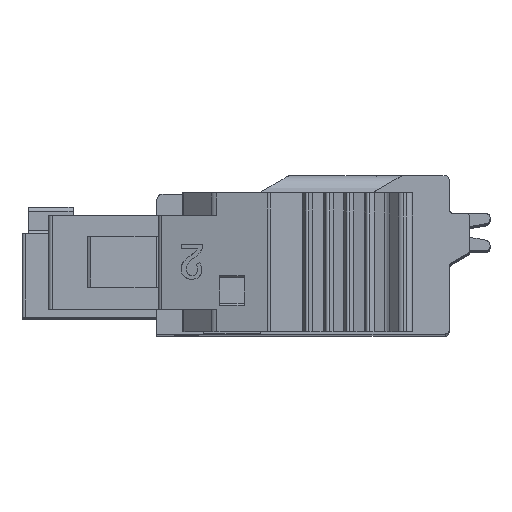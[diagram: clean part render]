
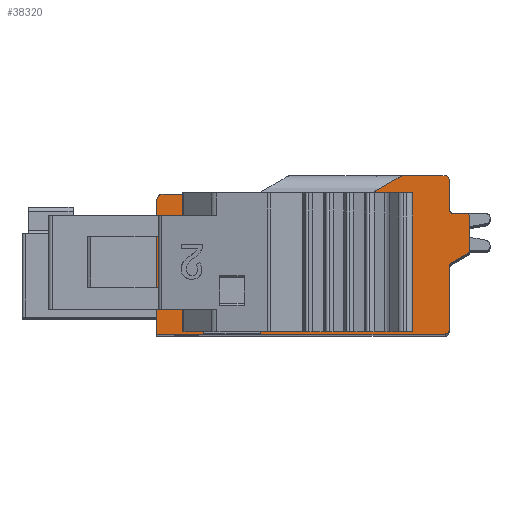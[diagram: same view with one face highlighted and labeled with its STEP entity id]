
A CAD part, top view. The second image highlights one B-rep face of the part: STEP entity #38320.
In plain terms, the highlighted planar face has unit normal (0, 0, 1).
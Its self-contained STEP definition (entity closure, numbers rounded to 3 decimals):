
#4158=DIRECTION('',(0.,-1.,0.));
#4159=VECTOR('',#4158,6.75);
#4160=CARTESIAN_POINT('',(26.932,23.438,72.275));
#4161=LINE('',#4160,#4159);
#4162=DIRECTION('',(1.,0.,0.));
#4163=VECTOR('',#4162,2.497);
#4164=CARTESIAN_POINT('',(27.901,23.438,72.275));
#4165=LINE('',#4164,#4163);
#4166=DIRECTION('',(0.866,0.5,0.));
#4167=VECTOR('',#4166,1.8);
#4168=CARTESIAN_POINT('',(30.397,23.438,72.275));
#4169=LINE('',#4168,#4167);
#4170=DIRECTION('',(1.,0.,0.));
#4171=VECTOR('',#4170,2.1);
#4172=CARTESIAN_POINT('',(31.956,24.338,72.275));
#4173=LINE('',#4172,#4171);
#4174=CARTESIAN_POINT('',(34.056,24.138,72.275));
#4175=DIRECTION('',(0.,0.,-1.));
#4176=DIRECTION('',(0.,1.,0.));
#4177=AXIS2_PLACEMENT_3D('',#4174,#4175,#4176);
#4179=DIRECTION('',(0.,-1.,0.));
#4180=VECTOR('',#4179,1.45);
#4181=CARTESIAN_POINT('',(34.256,24.138,72.275));
#4182=LINE('',#4181,#4180);
#4183=CARTESIAN_POINT('',(34.456,22.688,72.275));
#4184=DIRECTION('',(0.,0.,1.));
#4185=DIRECTION('',(-1.,0.,0.));
#4186=AXIS2_PLACEMENT_3D('',#4183,#4184,#4185);
#4188=DIRECTION('',(1.,0.,0.));
#4189=VECTOR('',#4188,0.6);
#4190=CARTESIAN_POINT('',(34.456,22.488,72.275));
#4191=LINE('',#4190,#4189);
#4192=CARTESIAN_POINT('',(35.056,22.288,72.275));
#4193=DIRECTION('',(0.,0.,-1.));
#4194=DIRECTION('',(0.,1.,0.));
#4195=AXIS2_PLACEMENT_3D('',#4192,#4193,#4194);
#4197=DIRECTION('',(0.,-1.,0.));
#4198=VECTOR('',#4197,1.585);
#4199=CARTESIAN_POINT('',(35.256,22.288,72.275));
#4200=LINE('',#4199,#4198);
#4201=CARTESIAN_POINT('',(35.056,20.703,72.275));
#4202=DIRECTION('',(0.,0.,-1.));
#4203=DIRECTION('',(1.,0.,0.));
#4204=AXIS2_PLACEMENT_3D('',#4201,#4202,#4203);
#4206=DIRECTION('',(-0.866,-0.5,0.));
#4207=VECTOR('',#4206,0.924);
#4208=CARTESIAN_POINT('',(35.156,20.53,72.275));
#4209=LINE('',#4208,#4207);
#4210=CARTESIAN_POINT('',(34.456,19.895,72.275));
#4211=DIRECTION('',(0.,0.,1.));
#4212=DIRECTION('',(-0.5,0.866,0.));
#4213=AXIS2_PLACEMENT_3D('',#4210,#4211,#4212);
#4215=DIRECTION('',(0.,-1.,0.));
#4216=VECTOR('',#4215,3.107);
#4217=CARTESIAN_POINT('',(34.256,19.895,72.275));
#4218=LINE('',#4217,#4216);
#4219=CARTESIAN_POINT('',(34.056,16.788,72.275));
#4220=DIRECTION('',(0.,0.,-1.));
#4221=DIRECTION('',(1.,0.,0.));
#4222=AXIS2_PLACEMENT_3D('',#4219,#4220,#4221);
#4224=DIRECTION('',(-1.,0.,0.));
#4225=VECTOR('',#4224,14.1);
#4226=CARTESIAN_POINT('',(34.056,16.588,72.275));
#4227=LINE('',#4226,#4225);
#4228=DIRECTION('',(0.,1.,0.));
#4229=VECTOR('',#4228,6.55);
#4230=CARTESIAN_POINT('',(19.956,16.588,72.275));
#4231=LINE('',#4230,#4229);
#4232=CARTESIAN_POINT('',(20.256,23.138,72.275));
#4233=DIRECTION('',(0.,0.,-1.));
#4234=DIRECTION('',(-1.,-0.001,0.));
#4235=AXIS2_PLACEMENT_3D('',#4232,#4233,#4234);
#4237=DIRECTION('',(1.,0.,0.));
#4238=VECTOR('',#4237,6.676);
#4239=CARTESIAN_POINT('',(20.256,23.438,72.275));
#4240=LINE('',#4239,#4238);
#4241=DIRECTION('',(0.,-1.,0.));
#4242=VECTOR('',#4241,5.73);
#4243=CARTESIAN_POINT('',(22.765,22.468,72.275));
#4244=LINE('',#4243,#4242);
#4245=DIRECTION('',(0.,1.,0.));
#4246=VECTOR('',#4245,5.73);
#4247=CARTESIAN_POINT('',(24.486,16.738,72.275));
#4248=LINE('',#4247,#4246);
#4257=DIRECTION('',(0.,-1.,0.));
#4258=VECTOR('',#4257,6.75);
#4259=CARTESIAN_POINT('',(27.901,23.438,72.275));
#4260=LINE('',#4259,#4258);
#4401=DIRECTION('',(-1.,0.,0.));
#4402=VECTOR('',#4401,0.968);
#4403=CARTESIAN_POINT('',(27.901,16.688,72.275));
#4404=LINE('',#4403,#4402);
#5023=DIRECTION('',(-1.,0.,0.));
#5024=VECTOR('',#5023,1.721);
#5025=CARTESIAN_POINT('',(24.486,16.738,72.275));
#5026=LINE('',#5025,#5024);
#5039=DIRECTION('',(1.,0.,0.));
#5040=VECTOR('',#5039,1.721);
#5041=CARTESIAN_POINT('',(22.765,22.468,72.275));
#5042=LINE('',#5041,#5040);
#25887=CARTESIAN_POINT('',(34.256,19.895,72.275));
#25888=CARTESIAN_POINT('',(34.256,16.788,72.275));
#25889=VERTEX_POINT('',#25887);
#25890=VERTEX_POINT('',#25888);
#26164=CARTESIAN_POINT('',(34.056,16.588,72.275));
#26165=VERTEX_POINT('',#26164);
#26170=CARTESIAN_POINT('',(19.956,16.588,72.275));
#26171=VERTEX_POINT('',#26170);
#26520=CARTESIAN_POINT('',(30.397,23.438,72.275));
#26521=VERTEX_POINT('',#26520);
#26522=CARTESIAN_POINT('',(27.901,23.438,72.275));
#26523=VERTEX_POINT('',#26522);
#26530=CARTESIAN_POINT('',(26.932,23.438,72.275));
#26531=VERTEX_POINT('',#26530);
#26532=CARTESIAN_POINT('',(20.256,23.438,72.275));
#26533=VERTEX_POINT('',#26532);
#26692=CARTESIAN_POINT('',(34.056,24.338,72.275));
#26693=VERTEX_POINT('',#26692);
#26694=CARTESIAN_POINT('',(31.956,24.338,72.275));
#26695=VERTEX_POINT('',#26694);
#27116=CARTESIAN_POINT('',(34.256,24.138,72.275));
#27117=VERTEX_POINT('',#27116);
#27140=CARTESIAN_POINT('',(34.256,22.688,72.275));
#27141=VERTEX_POINT('',#27140);
#27528=CARTESIAN_POINT('',(34.356,20.068,72.275));
#27529=VERTEX_POINT('',#27528);
#27530=CARTESIAN_POINT('',(35.156,20.53,72.275));
#27531=VERTEX_POINT('',#27530);
#27532=CARTESIAN_POINT('',(26.932,16.688,72.275));
#27533=VERTEX_POINT('',#27532);
#27534=CARTESIAN_POINT('',(27.901,16.688,72.275));
#27535=VERTEX_POINT('',#27534);
#27536=CARTESIAN_POINT('',(34.456,22.488,72.275));
#27537=VERTEX_POINT('',#27536);
#27538=CARTESIAN_POINT('',(35.056,22.488,72.275));
#27539=VERTEX_POINT('',#27538);
#27540=CARTESIAN_POINT('',(35.256,22.288,72.275));
#27541=VERTEX_POINT('',#27540);
#27542=CARTESIAN_POINT('',(35.256,20.703,72.275));
#27543=VERTEX_POINT('',#27542);
#27544=CARTESIAN_POINT('',(19.956,23.138,72.275));
#27545=VERTEX_POINT('',#27544);
#27546=CARTESIAN_POINT('',(22.765,22.468,72.275));
#27547=CARTESIAN_POINT('',(22.765,16.738,72.275));
#27548=VERTEX_POINT('',#27546);
#27549=VERTEX_POINT('',#27547);
#27550=CARTESIAN_POINT('',(24.486,16.738,72.275));
#27551=VERTEX_POINT('',#27550);
#27552=CARTESIAN_POINT('',(24.486,22.468,72.275));
#27553=VERTEX_POINT('',#27552);
#38270=CARTESIAN_POINT('',(26.228,21.108,72.275));
#38271=DIRECTION('',(0.,0.,1.));
#38272=DIRECTION('',(1.,0.,0.));
#38273=AXIS2_PLACEMENT_3D('',#38270,#38271,#38272);
#38274=PLANE('',#38273);
#38276=ORIENTED_EDGE('',*,*,#38275,.T.);
#38278=ORIENTED_EDGE('',*,*,#38277,.F.);
#38280=ORIENTED_EDGE('',*,*,#38279,.F.);
#38281=ORIENTED_EDGE('',*,*,#36965,.T.);
#38283=ORIENTED_EDGE('',*,*,#38282,.T.);
#38284=ORIENTED_EDGE('',*,*,#37165,.T.);
#38285=ORIENTED_EDGE('',*,*,#37673,.T.);
#38286=ORIENTED_EDGE('',*,*,#37707,.T.);
#38288=ORIENTED_EDGE('',*,*,#38287,.T.);
#38290=ORIENTED_EDGE('',*,*,#38289,.T.);
#38292=ORIENTED_EDGE('',*,*,#38291,.T.);
#38294=ORIENTED_EDGE('',*,*,#38293,.T.);
#38296=ORIENTED_EDGE('',*,*,#38295,.T.);
#38297=ORIENTED_EDGE('',*,*,#38262,.T.);
#38298=ORIENTED_EDGE('',*,*,#38251,.T.);
#38299=ORIENTED_EDGE('',*,*,#33314,.T.);
#38300=ORIENTED_EDGE('',*,*,#36868,.T.);
#38302=ORIENTED_EDGE('',*,*,#38301,.T.);
#38304=ORIENTED_EDGE('',*,*,#38303,.T.);
#38306=ORIENTED_EDGE('',*,*,#38305,.T.);
#38307=ORIENTED_EDGE('',*,*,#36975,.T.);
#38308=EDGE_LOOP('',(#38276,#38278,#38280,#38281,#38283,#38284,#38285,#38286,
#38288,#38290,#38292,#38294,#38296,#38297,#38298,#38299,#38300,#38302,#38304,
#38306,#38307));
#38309=FACE_OUTER_BOUND('',#38308,.F.);
#38311=ORIENTED_EDGE('',*,*,#38310,.T.);
#38313=ORIENTED_EDGE('',*,*,#38312,.F.);
#38315=ORIENTED_EDGE('',*,*,#38314,.T.);
#38317=ORIENTED_EDGE('',*,*,#38316,.F.);
#38318=EDGE_LOOP('',(#38311,#38313,#38315,#38317));
#38319=FACE_BOUND('',#38318,.F.);
#4178=CIRCLE('',#4177,0.2);
#4187=CIRCLE('',#4186,0.2);
#4196=CIRCLE('',#4195,0.2);
#4205=CIRCLE('',#4204,0.2);
#4214=CIRCLE('',#4213,0.2);
#4223=CIRCLE('',#4222,0.2);
#4236=CIRCLE('',#4235,0.3);
#33314=EDGE_CURVE('',#25889,#25890,#4218,.T.);
#36868=EDGE_CURVE('',#25890,#26165,#4223,.T.);
#36965=EDGE_CURVE('',#26523,#26521,#4165,.T.);
#36975=EDGE_CURVE('',#26533,#26531,#4240,.T.);
#37165=EDGE_CURVE('',#26695,#26693,#4173,.T.);
#37673=EDGE_CURVE('',#26693,#27117,#4178,.T.);
#37707=EDGE_CURVE('',#27117,#27141,#4182,.T.);
#38251=EDGE_CURVE('',#27529,#25889,#4214,.T.);
#38262=EDGE_CURVE('',#27531,#27529,#4209,.T.);
#38275=EDGE_CURVE('',#26531,#27533,#4161,.T.);
#38277=EDGE_CURVE('',#27535,#27533,#4404,.T.);
#38279=EDGE_CURVE('',#26523,#27535,#4260,.T.);
#38282=EDGE_CURVE('',#26521,#26695,#4169,.T.);
#38287=EDGE_CURVE('',#27141,#27537,#4187,.T.);
#38289=EDGE_CURVE('',#27537,#27539,#4191,.T.);
#38291=EDGE_CURVE('',#27539,#27541,#4196,.T.);
#38293=EDGE_CURVE('',#27541,#27543,#4200,.T.);
#38295=EDGE_CURVE('',#27543,#27531,#4205,.T.);
#38301=EDGE_CURVE('',#26165,#26171,#4227,.T.);
#38303=EDGE_CURVE('',#26171,#27545,#4231,.T.);
#38305=EDGE_CURVE('',#27545,#26533,#4236,.T.);
#38310=EDGE_CURVE('',#27548,#27549,#4244,.T.);
#38312=EDGE_CURVE('',#27551,#27549,#5026,.T.);
#38314=EDGE_CURVE('',#27551,#27553,#4248,.T.);
#38316=EDGE_CURVE('',#27548,#27553,#5042,.T.);
#38320=ADVANCED_FACE('',(#38309,#38319),#38274,.T.);
